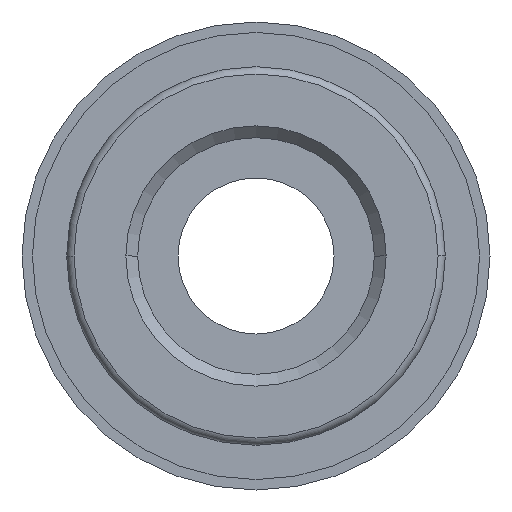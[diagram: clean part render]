
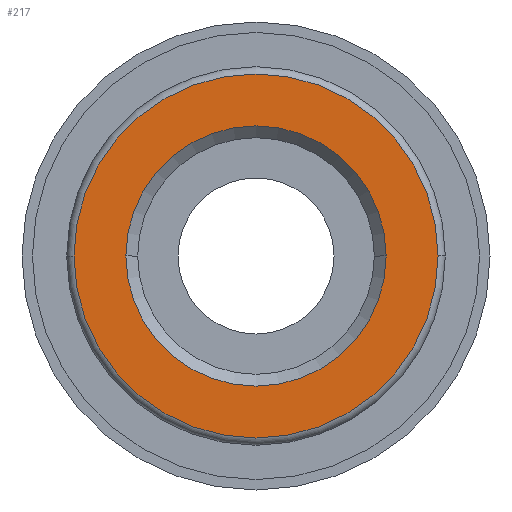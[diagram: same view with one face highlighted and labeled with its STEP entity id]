
A CAD part, front view. The second image highlights one B-rep face of the part: STEP entity #217.
In plain terms, the highlighted planar face has unit normal (0, -1, 0).
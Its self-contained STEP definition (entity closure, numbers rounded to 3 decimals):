
#217=ADVANCED_FACE('',(#442,#443),#444,.T.);
#442=FACE_BOUND('',#659,.T.);
#443=FACE_OUTER_BOUND('',#660,.T.);
#444=PLANE('',#661);
#659=EDGE_LOOP('',(#1176,#1177));
#660=EDGE_LOOP('',(#1178,#1179));
#661=AXIS2_PLACEMENT_3D('',#1180,#1181,#1182);
#1176=ORIENTED_EDGE('',*,*,#1218,.T.);
#1177=ORIENTED_EDGE('',*,*,#1341,.T.);
#1178=ORIENTED_EDGE('',*,*,#1321,.T.);
#1179=ORIENTED_EDGE('',*,*,#1347,.T.);
#1180=CARTESIAN_POINT('',(0.0,0.0,0.0));
#1181=DIRECTION('',(0.0,-1.0,0.0));
#1182=DIRECTION('',(-1.0,0.0,0.0));
#1218=EDGE_CURVE('',#1439,#1437,#1440,.T.);
#1321=EDGE_CURVE('',#1588,#1590,#1592,.T.);
#1341=EDGE_CURVE('',#1437,#1439,#1616,.T.);
#1347=EDGE_CURVE('',#1590,#1588,#1622,.T.);
#1437=VERTEX_POINT('',#1724);
#1439=VERTEX_POINT('',#1727);
#1440=CIRCLE('',#1728,5.005);
#1588=VERTEX_POINT('',#1899);
#1590=VERTEX_POINT('',#1902);
#1592=CIRCLE('',#1905,7.0);
#1616=CIRCLE('',#1931,5.005);
#1622=CIRCLE('',#1937,7.0);
#1724=CARTESIAN_POINT('',(5.005,0.0,0.));
#1727=CARTESIAN_POINT('',(-5.005,0.0,0.));
#1728=AXIS2_PLACEMENT_3D('',#2029,#2030,#2031);
#1899=CARTESIAN_POINT('',(7.0,0.0,0.0));
#1902=CARTESIAN_POINT('',(-7.0,0.0,0.));
#1905=AXIS2_PLACEMENT_3D('',#2210,#2211,#2212);
#1931=AXIS2_PLACEMENT_3D('',#2242,#2243,#2244);
#1937=AXIS2_PLACEMENT_3D('',#2251,#2252,#2253);
#2029=CARTESIAN_POINT('',(0.0,0.0,0.0));
#2030=DIRECTION('',(-0.0,1.0,0.0));
#2031=DIRECTION('',(1.0,0.0,0.0));
#2210=CARTESIAN_POINT('',(0.0,0.0,0.0));
#2211=DIRECTION('',(0.0,-1.0,0.0));
#2212=DIRECTION('',(1.0,0.0,0.0));
#2242=CARTESIAN_POINT('',(0.0,0.0,0.0));
#2243=DIRECTION('',(-0.0,1.0,0.0));
#2244=DIRECTION('',(1.0,0.0,0.0));
#2251=CARTESIAN_POINT('',(0.0,0.0,0.0));
#2252=DIRECTION('',(0.0,-1.0,0.0));
#2253=DIRECTION('',(1.0,0.0,0.0));
